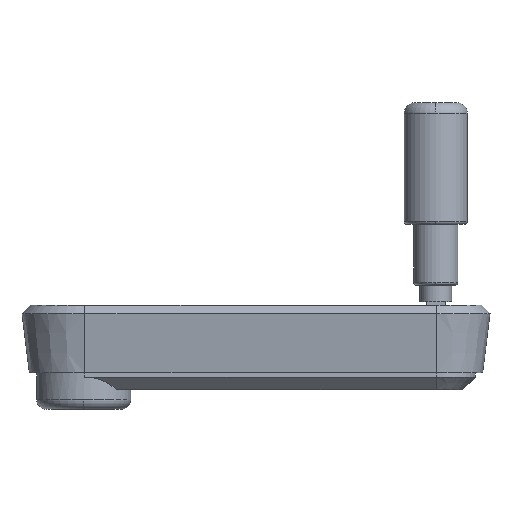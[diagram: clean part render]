
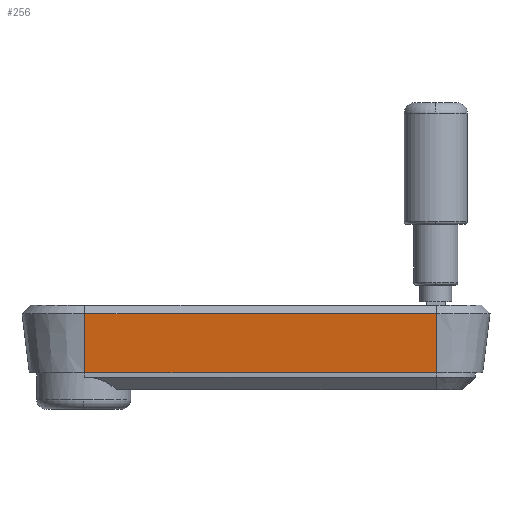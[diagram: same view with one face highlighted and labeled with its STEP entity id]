
A CAD part, left-side view. The second image highlights one B-rep face of the part: STEP entity #256.
In plain terms, the highlighted planar face has unit normal (-0.992, -0.021, -0.122).
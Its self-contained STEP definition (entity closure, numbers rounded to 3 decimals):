
#256=ADVANCED_FACE('',(#544),#545,.T.);
#544=FACE_OUTER_BOUND('',#859,.T.);
#545=PLANE('',#860);
#859=EDGE_LOOP('',(#1545,#1546,#1547,#1548));
#860=AXIS2_PLACEMENT_3D('',#1549,#1550,#1551);
#1545=ORIENTED_EDGE('',*,*,#1827,.T.);
#1546=ORIENTED_EDGE('',*,*,#2043,.F.);
#1547=ORIENTED_EDGE('',*,*,#1814,.F.);
#1548=ORIENTED_EDGE('',*,*,#2022,.T.);
#1549=CARTESIAN_POINT('',(-16.465,-0.345,-10.8));
#1550=DIRECTION('',(-0.992,-0.021,-0.122));
#1551=DIRECTION('',(0.122,0.003,-0.993));
#1814=EDGE_CURVE('',#2152,#2154,#2155,.T.);
#1827=EDGE_CURVE('',#2175,#2169,#2176,.T.);
#2022=EDGE_CURVE('',#2152,#2175,#2462,.T.);
#2043=EDGE_CURVE('',#2154,#2169,#2486,.T.);
#2152=VERTEX_POINT('',#2638);
#2154=VERTEX_POINT('',#2640);
#2155=LINE('',#2641,#2642);
#2169=VERTEX_POINT('',#2659);
#2175=VERTEX_POINT('',#2667);
#2176=LINE('',#2668,#2669);
#2462=LINE('',#3040,#3041);
#2486=LINE('',#3074,#3075);
#2638=CARTESIAN_POINT('',(-15.434,-0.323,-19.2));
#2640=CARTESIAN_POINT('',(-17.496,-0.366,-2.4));
#2641=CARTESIAN_POINT('',(-16.465,-0.345,-10.8));
#2642=VECTOR('',#3244,1.0);
#2659=CARTESIAN_POINT('',(-15.402,-100.323,-2.4));
#2667=CARTESIAN_POINT('',(-13.34,-100.279,-19.2));
#2668=CARTESIAN_POINT('',(-15.402,-100.323,-2.4));
#2669=VECTOR('',#3262,1.);
#3040=CARTESIAN_POINT('',(-15.434,-0.323,-19.2));
#3041=VECTOR('',#3514,1.0);
#3074=CARTESIAN_POINT('',(-17.496,-0.366,-2.4));
#3075=VECTOR('',#3533,1.0);
#3244=DIRECTION('',(-0.122,-0.003,0.993));
#3262=DIRECTION('',(-0.122,-0.003,0.993));
#3514=DIRECTION('',(0.021,-1.,0.));
#3533=DIRECTION('',(0.021,-1.,0.));
